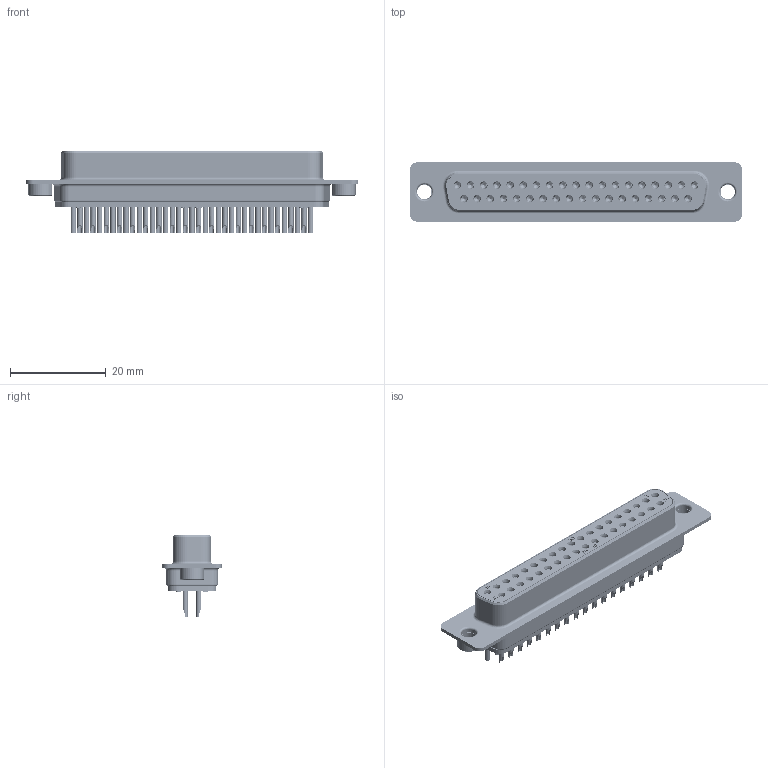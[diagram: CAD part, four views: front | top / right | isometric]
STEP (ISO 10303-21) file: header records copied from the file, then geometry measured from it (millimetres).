
FILE_DESCRIPTION(/* description */ ('Unknown'),/* implementation_level */ '2;1');
FILE_NAME(/* name */ '216613023',/* time_stamp */ '2019-04-12T17:50:27+08:00',/* author */ ('Unknown'),/* organization */ ('Unknown'),/* preprocessor_version */ 'ST-DEVELOPER v16.7',/* originating_system */ 'DEX',/* authorisation */ $);
FILE_SCHEMA (('AUTOMOTIVE_DESIGN {1 0 10303 214 3 1 1}'));
Length unit declared in the file: millimetre
Products named in the file (7): 216613023; N00639_BG; R+B00099_BG; R+B00157_BG; N00744_BG; R+B00496_BG; R+B00108_female_BG
Assembly tree (43 placements, depth 2):
  216613023
    N00639_BG
    R+B00099_BG  x37
    R+B00157_BG
    N00744_BG
    R+B00496_BG
    R+B00108_female_BG  x2
Bounding box: 69.5 x 12.4 x 17.3 mm (x, y, z)
Volume: 4492.6 mm3; surface area: 13740.8 mm2
Topology: 43 solids, 43 shells, 6742 faces, 16871 edges, 10355 vertices
Faces by surface type: plane 5585, cylinder 566, cone 341, bspline 154, torus 96
Full cylindrical faces by diameter (mm): 0.242 x2, 0.281 x2, 0.8 x37, 1.1 x37, 1.15 x37, 1.2 x37, 1.28 x37, 1.3 x37, 1.7 x37, 2 x74, 2.18 x37, 2.22 x74, 3 x2, 3.2 x2, 4 x2, 4.06 x4, 5 x6
Entity records: 35766 total; most frequent: CARTESIAN_POINT 12530, DIRECTION 4341, ORIENTED_EDGE 4270, EDGE_CURVE 2135, AXIS2_PLACEMENT_3D 1649, VERTEX_POINT 1512, FACE_BOUND 1465, EDGE_LOOP 1463
